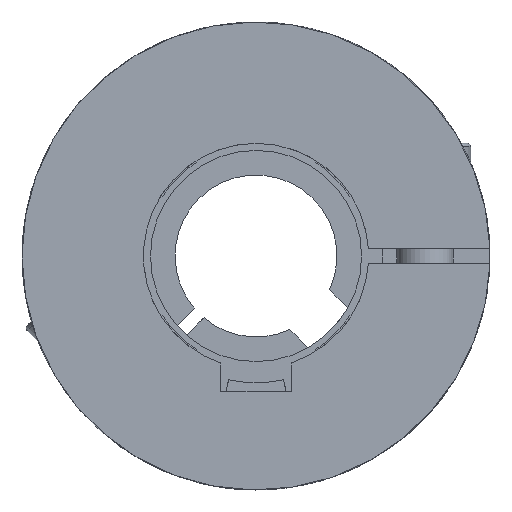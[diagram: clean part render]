
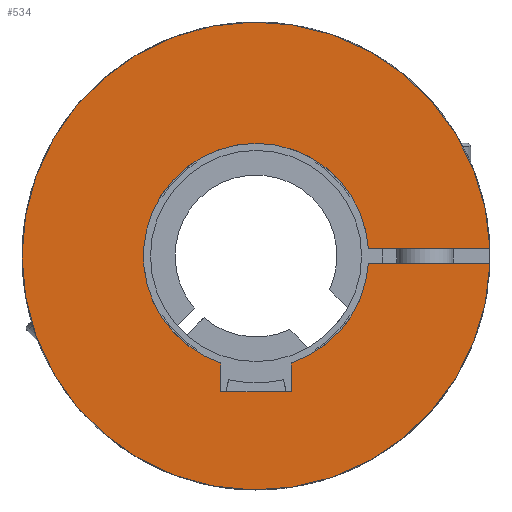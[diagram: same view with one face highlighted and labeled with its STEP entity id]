
A CAD part, left-side view. The second image highlights one B-rep face of the part: STEP entity #534.
In plain terms, the highlighted planar face has unit normal (-1, 0, 0).
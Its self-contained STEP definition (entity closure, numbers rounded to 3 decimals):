
#534=ADVANCED_FACE('NONE',(#1060),#1061,.F.);
#1060=FACE_OUTER_BOUND('',#1591,.T.);
#1061=PLANE('',#1592);
#1591=EDGE_LOOP('',(#2956,#2957,#2958,#2959,#2960,#2961,#2962,#2963,#2964,#2965));
#1592=AXIS2_PLACEMENT_3D('',#2966,#2967,#2968);
#2956=ORIENTED_EDGE('',*,*,#3652,.T.);
#2957=ORIENTED_EDGE('',*,*,#3671,.T.);
#2958=ORIENTED_EDGE('',*,*,#3703,.F.);
#2959=ORIENTED_EDGE('',*,*,#3639,.T.);
#2960=ORIENTED_EDGE('',*,*,#3764,.T.);
#2961=ORIENTED_EDGE('',*,*,#3767,.F.);
#2962=ORIENTED_EDGE('',*,*,#3665,.T.);
#2963=ORIENTED_EDGE('',*,*,#3687,.T.);
#2964=ORIENTED_EDGE('',*,*,#3691,.T.);
#2965=ORIENTED_EDGE('',*,*,#3693,.T.);
#2966=CARTESIAN_POINT('',(0.,0.0,33.25));
#2967=DIRECTION('',(1.0,0.0,0.0));
#2968=DIRECTION('',(0.0,-0.0,-1.0));
#3639=EDGE_CURVE('NONE',#4442,#4439,#4443,.T.);
#3652=EDGE_CURVE('',#4467,#4464,#4468,.T.);
#3665=EDGE_CURVE('',#4482,#4490,#4492,.T.);
#3671=EDGE_CURVE('',#4464,#4500,#4502,.T.);
#3687=EDGE_CURVE('',#4490,#4524,#4526,.T.);
#3691=EDGE_CURVE('',#4524,#4530,#4532,.T.);
#3693=EDGE_CURVE('',#4530,#4467,#4534,.T.);
#3703=EDGE_CURVE('NONE',#4442,#4500,#4548,.T.);
#3764=EDGE_CURVE('NONE',#4439,#4637,#4639,.T.);
#3767=EDGE_CURVE('NONE',#4482,#4637,#4642,.T.);
#4439=VERTEX_POINT('',#5753);
#4442=VERTEX_POINT('NONE',#5757);
#4443=CIRCLE('',#5758,33.25);
#4464=VERTEX_POINT('',#5784);
#4467=VERTEX_POINT('',#5788);
#4468=CIRCLE('',#5789,16.0);
#4482=VERTEX_POINT('',#5804);
#4490=VERTEX_POINT('',#5813);
#4492=CIRCLE('',#5816,16.0);
#4500=VERTEX_POINT('',#5824);
#4502=CIRCLE('',#5827,16.0);
#4524=VERTEX_POINT('',#5856);
#4526=LINE('',#5859,#5860);
#4530=VERTEX_POINT('',#5865);
#4532=LINE('',#5868,#5869);
#4534=LINE('',#5871,#5872);
#4548=LINE('',#5890,#5891);
#4637=VERTEX_POINT('NONE',#6069);
#4639=CIRCLE('',#6072,33.25);
#4642=LINE('',#6076,#6077);
#5753=CARTESIAN_POINT('',(0.,33.25,0.));
#5757=CARTESIAN_POINT('',(0.0,-33.235,1.0));
#5758=AXIS2_PLACEMENT_3D('',#6703,#6704,#6705);
#5784=CARTESIAN_POINT('',(0.,0.,16.0));
#5788=CARTESIAN_POINT('',(0.0,5.0,-15.199));
#5789=AXIS2_PLACEMENT_3D('',#6727,#6728,#6729);
#5804=CARTESIAN_POINT('',(0.0,-15.969,-1.0));
#5813=CARTESIAN_POINT('',(0.0,-5.0,-15.199));
#5816=AXIS2_PLACEMENT_3D('',#6757,#6758,#6759);
#5824=CARTESIAN_POINT('',(0.0,-15.969,1.0));
#5827=AXIS2_PLACEMENT_3D('',#6770,#6771,#6772);
#5856=CARTESIAN_POINT('',(0.0,-5.0,-19.3));
#5859=CARTESIAN_POINT('',(0.0,-5.0,11.8));
#5860=VECTOR('',#6790,1.0);
#5865=CARTESIAN_POINT('',(0.0,5.0,-19.3));
#5868=CARTESIAN_POINT('',(0.,0.0,-19.3));
#5869=VECTOR('',#6793,1.0);
#5871=CARTESIAN_POINT('',(0.,5.0,11.8));
#5872=VECTOR('',#6794,1.0);
#5890=CARTESIAN_POINT('',(0.0,-5.523,1.0));
#5891=VECTOR('',#6808,1000.0);
#6069=CARTESIAN_POINT('',(0.,-33.235,-1.0));
#6072=AXIS2_PLACEMENT_3D('',#6893,#6894,#6895);
#6076=CARTESIAN_POINT('',(0.0,-5.523,-1.0));
#6077=VECTOR('',#6897,1000.0);
#6703=CARTESIAN_POINT('',(0.,0.0,0.0));
#6704=DIRECTION('',(-1.0,0.0,0.0));
#6705=DIRECTION('',(0.0,-1.0,0.0));
#6727=CARTESIAN_POINT('',(0.,0.0,0.0));
#6728=DIRECTION('',(1.0,0.0,0.0));
#6729=DIRECTION('',(0.0,0.0,-1.0));
#6757=CARTESIAN_POINT('',(0.,0.0,0.0));
#6758=DIRECTION('',(1.0,0.0,0.0));
#6759=DIRECTION('',(0.0,0.0,-1.0));
#6770=CARTESIAN_POINT('',(0.,0.0,0.0));
#6771=DIRECTION('',(1.0,0.0,0.0));
#6772=DIRECTION('',(0.0,0.0,-1.0));
#6790=DIRECTION('',(0.0,0.0,-1.0));
#6793=DIRECTION('',(0.0,1.0,0.0));
#6794=DIRECTION('',(-0.0,0.0,1.0));
#6808=DIRECTION('',(0.0,1.0,-0.0));
#6893=CARTESIAN_POINT('',(0.,0.0,0.0));
#6894=DIRECTION('',(-1.0,0.0,0.0));
#6895=DIRECTION('',(0.0,-1.0,0.0));
#6897=DIRECTION('',(0.0,-1.0,0.0));
